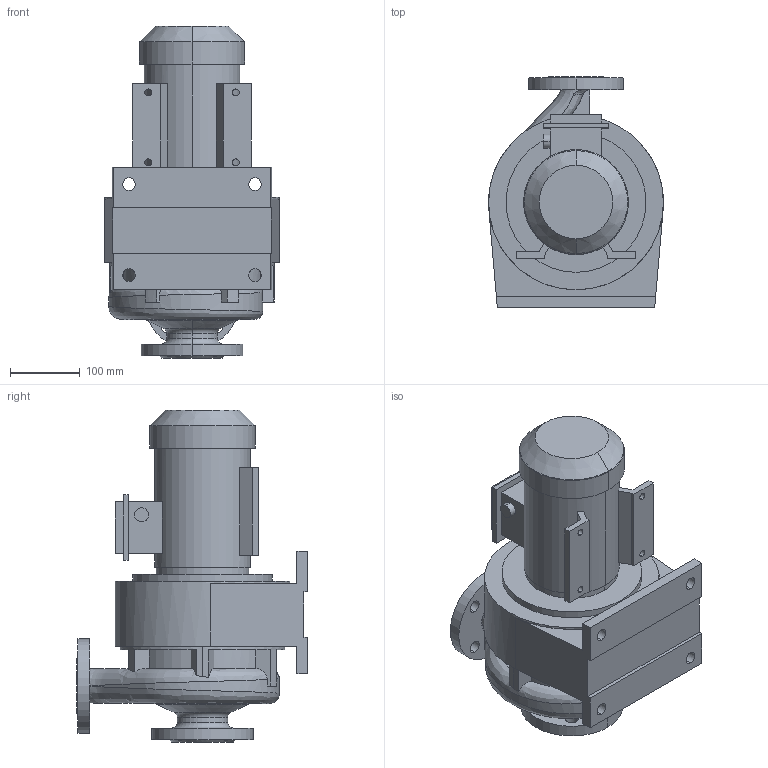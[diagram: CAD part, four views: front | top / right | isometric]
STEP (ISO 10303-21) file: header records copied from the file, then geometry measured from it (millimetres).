
FILE_DESCRIPTION (( 'STEP AP214' ), '1' );
FILE_NAME ('ﾊﾌ40-25-160 80ﾀ4.STEP', '2012-07-27T03:59:03', ( 'referent' ), ( '' ), 'SwSTEP 2.0', 'SolidWorks 2012', '' );
FILE_SCHEMA (( 'AUTOMOTIVE_DESIGN' ));
Length unit declared in the file: millimetre
Products named in the file (1): ﾊﾌ40-25-160 80ﾀ4
Bounding box: 250 x 330 x 474.6 mm (x, y, z)
Volume: 13621104.6 mm3; surface area: 675564.9 mm2
Topology: 2 solids, 2 shells, 193 faces, 525 edges, 344 vertices
Faces by surface type: plane 93, cylinder 73, bspline 11, cone 10, torus 6
Entity records: 12112 total; most frequent: CARTESIAN_POINT 4958, ORIENTED_EDGE 1050, DIRECTION 1041, EDGE_CURVE 525, AXIS2_PLACEMENT_3D 392, VERTEX_POINT 344, VECTOR 257, LINE 257
